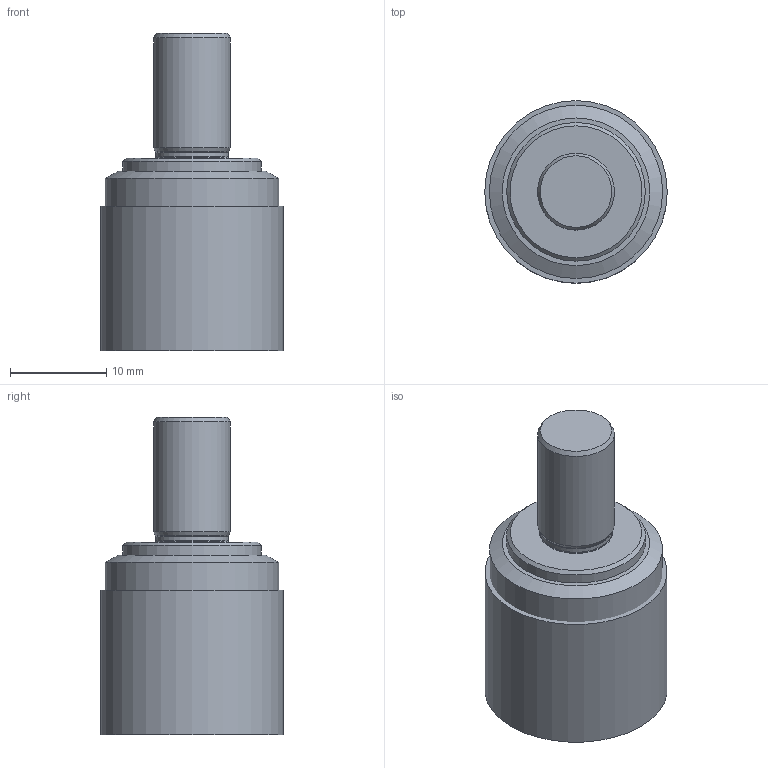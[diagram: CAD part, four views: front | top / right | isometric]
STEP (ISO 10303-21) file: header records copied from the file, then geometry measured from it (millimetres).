
FILE_DESCRIPTION(/* description */ (''),/* implementation_level */ '2;1');
FILE_NAME(/* name */ '02602336.stp',/* time_stamp */ '2012-03-29T16:35:15+05:00',/* author */ (''),/* organization */ (''),/* preprocessor_version */ 'ST-DEVELOPER v11',/* originating_system */ 'SIEMENS PLM Software NX 7.5',/* authorisation */ '');
FILE_SCHEMA (('AUTOMOTIVE_DESIGN { 1 0 10303 214 1 1 1 1 }'));
Length unit declared in the file: millimetre
Products named in the file (1): inpuC3D1mmxc
Bounding box: 19 x 19 x 33.01 mm (x, y, z)
Volume: 8109.8 mm3; surface area: 3773.4 mm2
Topology: 3 solids, 3 shells, 22 faces, 35 edges, 20 vertices
Faces by surface type: cylinder 8, cone 7, plane 7
Full cylindrical faces by diameter (mm): 7.528 x1, 7.606 x2, 7.998 x1, 12 x1, 14.429 x1, 18.036 x1, 19 x1
Entity records: 465 total; most frequent: DIRECTION 86, CARTESIAN_POINT 63, AXIS2_PLACEMENT_3D 43, EDGE_LOOP 40, ORIENTED_EDGE 40, FACE_BOUND 36, ADVANCED_FACE 22, VERTEX_POINT 20
